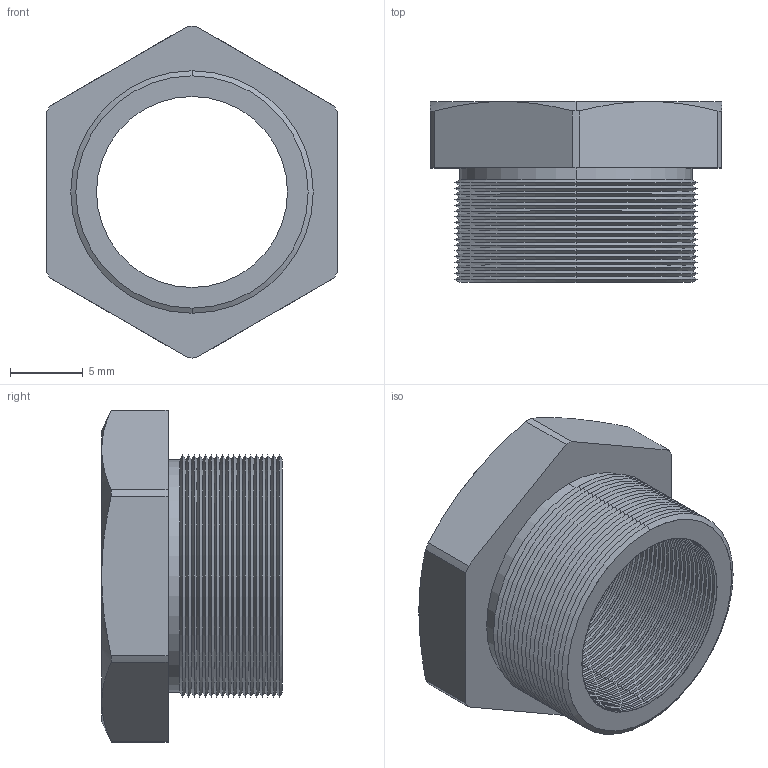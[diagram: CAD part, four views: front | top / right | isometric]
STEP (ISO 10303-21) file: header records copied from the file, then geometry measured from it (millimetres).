
FILE_DESCRIPTION (( 'STEP AP203' ), '1' );
FILE_NAME ('RM-3225-SS.STEP', '2006-04-17T06:40:45', ( 'bay06' ), ( '' ), 'SwSTEP 2.0', 'SolidWorks 2008', '' );
FILE_SCHEMA (( 'CONFIG_CONTROL_DESIGN' ));
Length unit declared in the file: inch
Products named in the file (1): RM-3225-SS
Bounding box: 20.07 x 12.45 x 22.88 mm (x, y, z)
Volume: 1507.3 mm3; surface area: 2537.3 mm2
Topology: 1 solids, 1 shells, 281 faces, 574 edges, 296 vertices
Faces by surface type: cone 199, cylinder 73, plane 9
Entity records: 7275 total; most frequent: DIRECTION 1410, CARTESIAN_POINT 1216, ORIENTED_EDGE 1148, EDGE_CURVE 574, AXIS2_PLACEMENT_3D 566, VERTEX_POINT 296, EDGE_LOOP 284, CIRCLE 284
